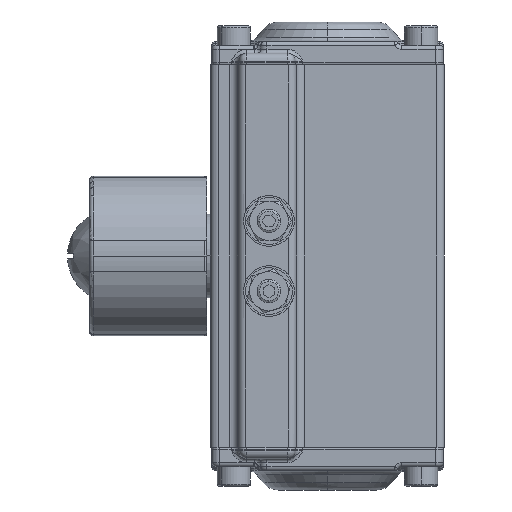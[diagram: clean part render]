
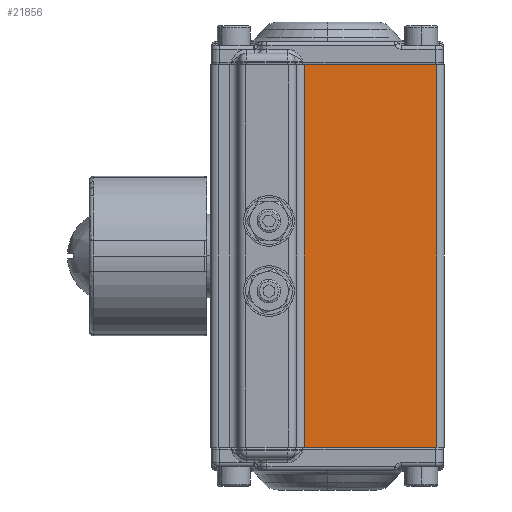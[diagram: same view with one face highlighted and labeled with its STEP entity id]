
A CAD part, left-side view. The second image highlights one B-rep face of the part: STEP entity #21856.
In plain terms, the highlighted planar face has unit normal (-1, 0, 0).
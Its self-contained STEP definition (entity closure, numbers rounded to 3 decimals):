
#1449 = VECTOR ( 'NONE', #50243, 1000. ) ;
#3210 = DIRECTION ( 'NONE',  ( 0., 0., 1. ) ) ;
#4322 = VECTOR ( 'NONE', #3210, 1000. ) ;
#4347 = DIRECTION ( 'NONE',  ( 0., -1., 0. ) ) ;
#9942 = VECTOR ( 'NONE', #4347, 1000. ) ;
#12135 = CARTESIAN_POINT ( 'NONE',  ( -24., -28., -49. ) ) ;
#13372 = CARTESIAN_POINT ( 'NONE',  ( -24., 6., -49. ) ) ;
#14761 = EDGE_CURVE ( 'NONE', #65298, #46902, #39846, .T. ) ;
#21856 = ADVANCED_FACE ( 'NONE', ( #27066 ), #44194, .F. ) ;
#22356 = EDGE_CURVE ( 'NONE', #65298, #36834, #37584, .T. ) ;
#26737 = DIRECTION ( 'NONE',  ( 0., 1., 0. ) ) ;
#27066 = FACE_OUTER_BOUND ( 'NONE', #69542, .T. ) ;
#31822 = CARTESIAN_POINT ( 'NONE',  ( -24., 8., -49. ) ) ;
#36765 = ORIENTED_EDGE ( 'NONE', *, *, #42411, .T. ) ;
#36834 = VERTEX_POINT ( 'NONE', #13372 ) ;
#37584 = LINE ( 'NONE', #55158, #1449 ) ;
#39846 = LINE ( 'NONE', #72035, #9942 ) ;
#39974 = CARTESIAN_POINT ( 'NONE',  ( -24., -28., 49. ) ) ;
#40193 = ORIENTED_EDGE ( 'NONE', *, *, #22356, .T. ) ;
#42138 = LINE ( 'NONE', #42876, #4322 ) ;
#42411 = EDGE_CURVE ( 'NONE', #36834, #58627, #65616, .T. ) ;
#42427 = ORIENTED_EDGE ( 'NONE', *, *, #14761, .F. ) ;
#42876 = CARTESIAN_POINT ( 'NONE',  ( -24., -28., 49. ) ) ;
#44194 = PLANE ( 'NONE',  #69047 ) ;
#46902 = VERTEX_POINT ( 'NONE', #39974 ) ;
#47067 = CARTESIAN_POINT ( 'NONE',  ( -24., 6., 49. ) ) ;
#50243 = DIRECTION ( 'NONE',  ( 0., 0., -1. ) ) ;
#54493 = EDGE_CURVE ( 'NONE', #58627, #46902, #42138, .T. ) ;
#54715 = DIRECTION ( 'NONE',  ( 1., 0., 0. ) ) ;
#54984 = VECTOR ( 'NONE', #71385, 1000. ) ;
#55158 = CARTESIAN_POINT ( 'NONE',  ( -24., 6., -49. ) ) ;
#58627 = VERTEX_POINT ( 'NONE', #12135 ) ;
#60386 = CARTESIAN_POINT ( 'NONE',  ( -24., 8., 49. ) ) ;
#65298 = VERTEX_POINT ( 'NONE', #47067 ) ;
#65616 = LINE ( 'NONE', #31822, #54984 ) ;
#68132 = ORIENTED_EDGE ( 'NONE', *, *, #54493, .T. ) ;
#69047 = AXIS2_PLACEMENT_3D ( 'NONE', #60386, #54715, #26737 ) ;
#69542 = EDGE_LOOP ( 'NONE', ( #42427, #40193, #36765, #68132 ) ) ;
#71385 = DIRECTION ( 'NONE',  ( 0., -1., 0. ) ) ;
#72035 = CARTESIAN_POINT ( 'NONE',  ( -24., 8., 49. ) ) ;
